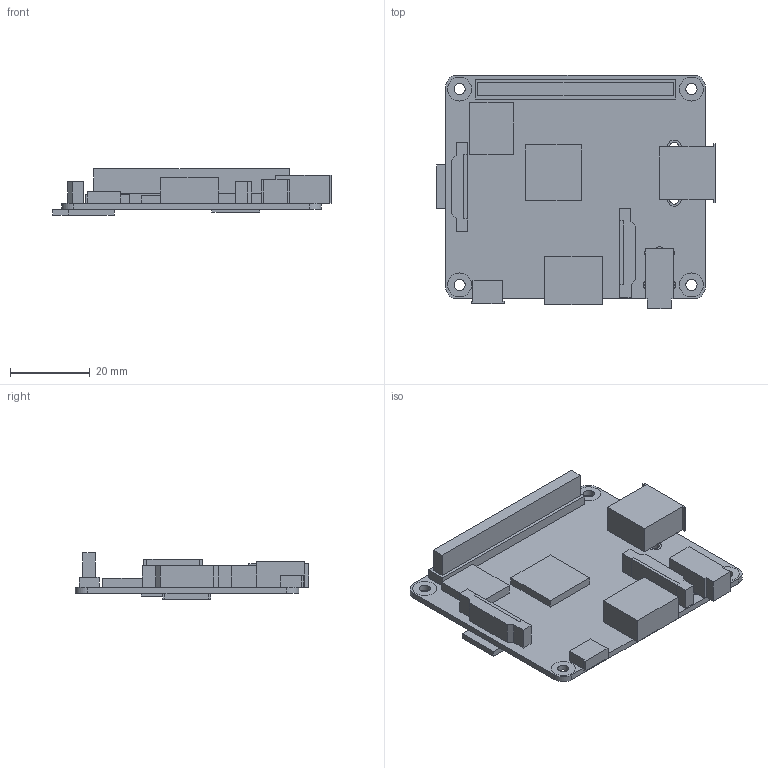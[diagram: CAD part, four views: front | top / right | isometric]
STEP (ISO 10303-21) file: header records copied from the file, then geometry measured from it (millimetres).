
FILE_DESCRIPTION(/* description */ (''),/* implementation_level */ '2;1');
FILE_NAME(/* name */ 'Raspberry PI 3 Model A+ - Very Simple.step',/* time_stamp */ '2019-01-22T15:37:57+00:00',/* author */ ('tommyME2F7'),/* organization */ (''),/* preprocessor_version */ 'ST-DEVELOPER v17.2',/* originating_system */ 'Autodesk Translation Framework v7.6.0.251',/* authorisation */ '');
FILE_SCHEMA (('AUTOMOTIVE_DESIGN { 1 0 10303 214 3 1 1 }'));
Length unit declared in the file: millimetre
Products named in the file (1): Raspberry PI 3 Model A+ - TG
Bounding box: 69.77 x 58.5 x 11.65 mm (x, y, z)
Volume: 12077.9 mm3; surface area: 14564.9 mm2
Topology: 15 solids, 15 shells, 382 faces, 837 edges, 584 vertices
Faces by surface type: plane 225, cylinder 157
Full cylindrical faces by diameter (mm): 0.95 x49, 1.5 x4, 1.6 x79, 1.8 x5, 2.3 x2, 2.8 x4, 3.45 x2, 6 x8
Entity records: 11020 total; most frequent: DIRECTION 1995, CARTESIAN_POINT 1804, ORIENTED_EDGE 1674, EDGE_CURVE 837, AXIS2_PLACEMENT_3D 775, EDGE_LOOP 591, VERTEX_POINT 584, LINE 445
